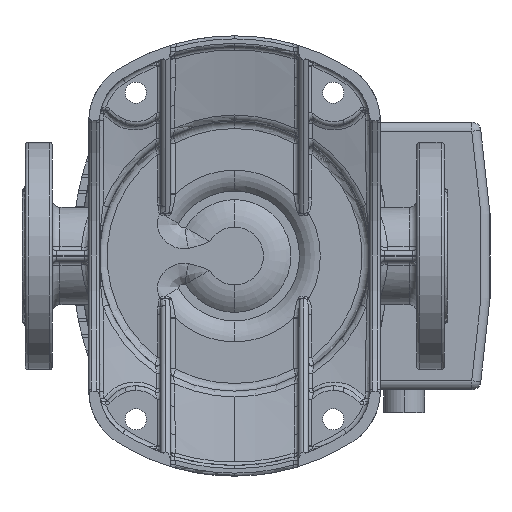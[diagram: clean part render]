
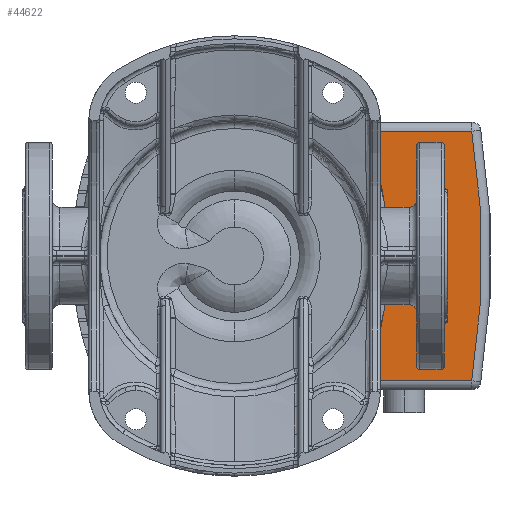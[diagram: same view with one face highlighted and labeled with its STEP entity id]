
A CAD part, front view. The second image highlights one B-rep face of the part: STEP entity #44622.
In plain terms, the highlighted face is planar.
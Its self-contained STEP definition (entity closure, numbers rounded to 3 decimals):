
#2938 = ORIENTED_EDGE ( 'NONE', *, *, #60480, .T. ) ;
#3324 = CARTESIAN_POINT ( 'NONE',  ( -97.799, 62., -113.5 ) ) ;
#3706 = CARTESIAN_POINT ( 'NONE',  ( 82.1, 64., -113.5 ) ) ;
#5357 = CARTESIAN_POINT ( 'NONE',  ( 97.182, 64., -113.5 ) ) ;
#5571 = LINE ( 'NONE', #61977, #16998 ) ;
#6110 = DIRECTION ( 'NONE',  ( 1., 0., 0. ) ) ;
#6257 = DIRECTION ( 'NONE',  ( 0., -1., 0. ) ) ;
#6312 = ORIENTED_EDGE ( 'NONE', *, *, #13518, .T. ) ;
#6885 = EDGE_CURVE ( 'NONE', #68446, #55780, #28090, .T. ) ;
#7173 = VECTOR ( 'NONE', #46386, 1000. ) ;
#8428 = VERTEX_POINT ( 'NONE', #17601 ) ;
#9314 = LINE ( 'NONE', #26134, #46105 ) ;
#9366 = EDGE_CURVE ( 'NONE', #14040, #68851, #5571, .T. ) ;
#9943 = CARTESIAN_POINT ( 'NONE',  ( -107., 62., -113.5 ) ) ;
#10719 = ORIENTED_EDGE ( 'NONE', *, *, #32821, .T. ) ;
#10797 = DIRECTION ( 'NONE',  ( 1., 0., 0. ) ) ;
#10830 = DIRECTION ( 'NONE',  ( 0., 0., -1. ) ) ;
#11118 = CARTESIAN_POINT ( 'NONE',  ( 0., -338., -113.5 ) ) ;
#11654 = EDGE_LOOP ( 'NONE', ( #23045, #2938, #65095, #59837, #29122, #6312, #28941, #42494, #60601, #10719 ) ) ;
#13518 = EDGE_CURVE ( 'NONE', #8428, #68446, #41947, .T. ) ;
#14040 = VERTEX_POINT ( 'NONE', #3706 ) ;
#14095 = LINE ( 'NONE', #36904, #27059 ) ;
#15874 = CARTESIAN_POINT ( 'NONE',  ( -82.1, 156.227, -113.5 ) ) ;
#16998 = VECTOR ( 'NONE', #10797, 1000. ) ;
#17601 = CARTESIAN_POINT ( 'NONE',  ( -97.182, 64., -113.5 ) ) ;
#19276 = VERTEX_POINT ( 'NONE', #65507 ) ;
#20888 = DIRECTION ( 'NONE',  ( 0., -1., 0. ) ) ;
#21900 = LINE ( 'NONE', #9943, #66036 ) ;
#22196 = DIRECTION ( 'NONE',  ( 0., 0., 1. ) ) ;
#23045 = ORIENTED_EDGE ( 'NONE', *, *, #9366, .F. ) ;
#23271 = DIRECTION ( 'NONE',  ( 0., 0., 1. ) ) ;
#23298 = CARTESIAN_POINT ( 'NONE',  ( -106.5, 0., -113.5 ) ) ;
#25675 = LINE ( 'NONE', #43205, #36768 ) ;
#26134 = CARTESIAN_POINT ( 'NONE',  ( -82.1, 107., -113.5 ) ) ;
#27059 = VECTOR ( 'NONE', #59659, 1000. ) ;
#28090 = LINE ( 'NONE', #63166, #7173 ) ;
#28941 = ORIENTED_EDGE ( 'NONE', *, *, #6885, .T. ) ;
#29122 = ORIENTED_EDGE ( 'NONE', *, *, #32305, .F. ) ;
#29621 = DIRECTION ( 'NONE',  ( 0., -1., 0. ) ) ;
#30940 = CIRCLE ( 'NONE', #35739, 90.5 ) ;
#31327 = EDGE_CURVE ( 'NONE', #62082, #38779, #9314, .T. ) ;
#32305 = EDGE_CURVE ( 'NONE', #8428, #38779, #14095, .T. ) ;
#32559 = DIRECTION ( 'NONE',  ( 1., 0., 0. ) ) ;
#32567 = CIRCLE ( 'NONE', #40914, 501. ) ;
#32821 = EDGE_CURVE ( 'NONE', #19276, #68851, #54345, .T. ) ;
#35739 = AXIS2_PLACEMENT_3D ( 'NONE', #39243, #10830, #62010 ) ;
#36768 = VECTOR ( 'NONE', #71621, 1000. ) ;
#36904 = CARTESIAN_POINT ( 'NONE',  ( -107., 64., -113.5 ) ) ;
#38779 = VERTEX_POINT ( 'NONE', #72040 ) ;
#39243 = CARTESIAN_POINT ( 'NONE',  ( 0., 0., -113.5 ) ) ;
#40914 = AXIS2_PLACEMENT_3D ( 'NONE', #11118, #57425, #6257 ) ;
#41563 = VERTEX_POINT ( 'NONE', #52905 ) ;
#41947 = CIRCLE ( 'NONE', #47925, 213.5 ) ;
#42494 = ORIENTED_EDGE ( 'NONE', *, *, #62671, .T. ) ;
#43205 = CARTESIAN_POINT ( 'NONE',  ( 82.1, 107., -113.5 ) ) ;
#44115 = CARTESIAN_POINT ( 'NONE',  ( -65.926, 62., -113.5 ) ) ;
#44622 = ADVANCED_FACE ( 'NONE', ( #55892 ), #57991, .T. ) ;
#46105 = VECTOR ( 'NONE', #20888, 1000. ) ;
#46386 = DIRECTION ( 'NONE',  ( 1., 0., 0. ) ) ;
#47925 = AXIS2_PLACEMENT_3D ( 'NONE', #50855, #56449, #32559 ) ;
#50855 = CARTESIAN_POINT ( 'NONE',  ( 106.5, 0., -113.5 ) ) ;
#52905 = CARTESIAN_POINT ( 'NONE',  ( 82.1, 156.227, -113.5 ) ) ;
#54345 = CIRCLE ( 'NONE', #59081, 213.5 ) ;
#55780 = VERTEX_POINT ( 'NONE', #44115 ) ;
#55892 = FACE_OUTER_BOUND ( 'NONE', #11654, .T. ) ;
#56449 = DIRECTION ( 'NONE',  ( 0., 0., 1. ) ) ;
#57256 = CARTESIAN_POINT ( 'NONE',  ( 51.5, 107., -113.5 ) ) ;
#57425 = DIRECTION ( 'NONE',  ( 0., 0., 1. ) ) ;
#57846 = AXIS2_PLACEMENT_3D ( 'NONE', #57256, #23271, #29621 ) ;
#57991 = PLANE ( 'NONE',  #57846 ) ;
#59081 = AXIS2_PLACEMENT_3D ( 'NONE', #23298, #22196, #6110 ) ;
#59659 = DIRECTION ( 'NONE',  ( 1., 0., 0. ) ) ;
#59837 = ORIENTED_EDGE ( 'NONE', *, *, #31327, .T. ) ;
#60480 = EDGE_CURVE ( 'NONE', #14040, #41563, #25675, .T. ) ;
#60601 = ORIENTED_EDGE ( 'NONE', *, *, #70210, .T. ) ;
#61217 = CARTESIAN_POINT ( 'NONE',  ( 65.926, 62., -113.5 ) ) ;
#61977 = CARTESIAN_POINT ( 'NONE',  ( -107., 64., -113.5 ) ) ;
#62010 = DIRECTION ( 'NONE',  ( 1., 0., 0. ) ) ;
#62082 = VERTEX_POINT ( 'NONE', #15874 ) ;
#62671 = EDGE_CURVE ( 'NONE', #55780, #64914, #30940, .T. ) ;
#63166 = CARTESIAN_POINT ( 'NONE',  ( -107., 62., -113.5 ) ) ;
#64914 = VERTEX_POINT ( 'NONE', #61217 ) ;
#65095 = ORIENTED_EDGE ( 'NONE', *, *, #69370, .T. ) ;
#65507 = CARTESIAN_POINT ( 'NONE',  ( 97.799, 62., -113.5 ) ) ;
#66036 = VECTOR ( 'NONE', #67105, 1000. ) ;
#67105 = DIRECTION ( 'NONE',  ( 1., 0., 0. ) ) ;
#68446 = VERTEX_POINT ( 'NONE', #3324 ) ;
#68851 = VERTEX_POINT ( 'NONE', #5357 ) ;
#69370 = EDGE_CURVE ( 'NONE', #41563, #62082, #32567, .T. ) ;
#70210 = EDGE_CURVE ( 'NONE', #64914, #19276, #21900, .T. ) ;
#71621 = DIRECTION ( 'NONE',  ( 0., 1., 0. ) ) ;
#72040 = CARTESIAN_POINT ( 'NONE',  ( -82.1, 64., -113.5 ) ) ;
